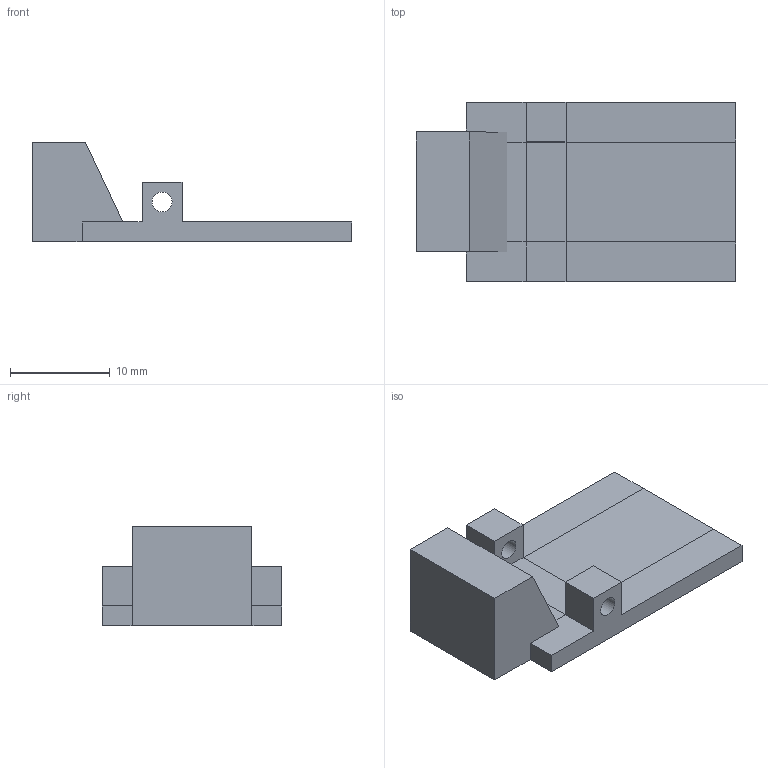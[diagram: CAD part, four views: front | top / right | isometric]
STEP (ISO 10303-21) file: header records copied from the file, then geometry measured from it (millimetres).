
FILE_DESCRIPTION(('FreeCAD Model'),'2;1');
FILE_NAME('Open CASCADE Shape Model','2024-01-26T19:38:32',('Author'),( ''),'Open CASCADE STEP processor 7.6','FreeCAD','Unknown');
FILE_SCHEMA(('AUTOMOTIVE_DESIGN { 1 0 10303 214 1 1 1 1 }'));
Length unit declared in the file: millimetre
Products named in the file (1): Fusion
Bounding box: 32 x 18 x 10 mm (x, y, z)
Volume: 1886.3 mm3; surface area: 1730.1 mm2
Topology: 1 solids, 1 shells, 30 faces, 74 edges, 46 vertices
Faces by surface type: plane 28, cylinder 2
Full cylindrical faces by diameter (mm): 2 x2
Entity records: 892 total; most frequent: CARTESIAN_POINT 151, ORIENTED_EDGE 148, DIRECTION 140, EDGE_CURVE 74, LINE 70, VECTOR 70, VERTEX_POINT 46, AXIS2_PLACEMENT_3D 35
